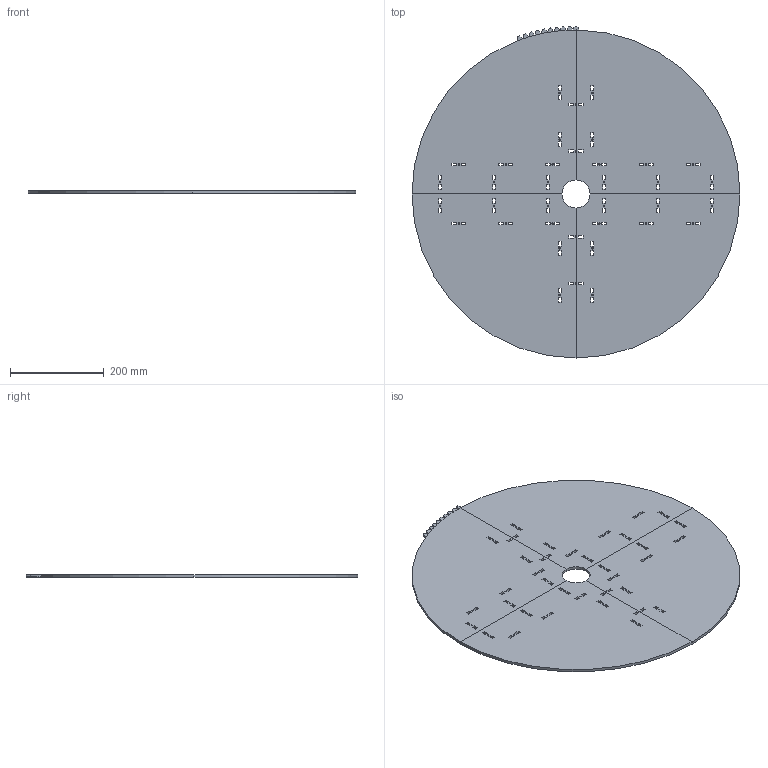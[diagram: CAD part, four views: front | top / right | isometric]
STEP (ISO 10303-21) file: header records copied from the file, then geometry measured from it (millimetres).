
FILE_DESCRIPTION(('FreeCAD Model'),'2;1');
FILE_NAME('plate4.step','2014-01-16T20:21:04', ('FreeCAD'),('FreeCAD'),'Open CASCADE STEP processor 6.5','FreeCAD', 'Unknown');
FILE_SCHEMA(('AUTOMOTIVE_DESIGN_CC2 { 1 2 10303 214 -1 1 5 4 }'));
Length unit declared in the file: millimetre
Products named in the file (1): gear0
Bounding box: 700 x 708.53 x 6 mm (x, y, z)
Volume: 2269231.6 mm3; surface area: 787263.5 mm2
Topology: 1 solids, 1 shells, 479 faces, 1349 edges, 862 vertices
Faces by surface type: plane 422, cylinder 57
Full cylindrical faces by diameter (mm): 3 x32
Entity records: 33311 total; most frequent: CARTESIAN_POINT 5825, DIRECTION 5057, LINE 3737, VECTOR 3737, ORIENTED_EDGE 2698, PCURVE 2698, DEFINITIONAL_REPRESENTATION 2698, EDGE_CURVE 1349
